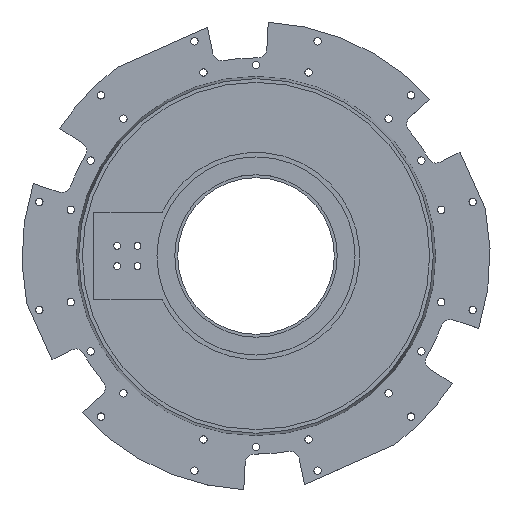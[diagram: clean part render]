
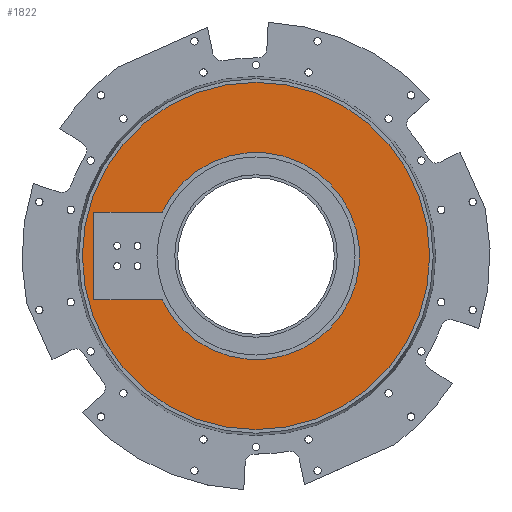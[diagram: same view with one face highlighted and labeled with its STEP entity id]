
A CAD part, top view. The second image highlights one B-rep face of the part: STEP entity #1822.
In plain terms, the highlighted planar face has unit normal (0, 0, 1).
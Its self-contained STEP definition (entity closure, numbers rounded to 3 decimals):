
#31=FACE_BOUND('',#252,.T.);
#105=PLANE('',#1950);
#144=FACE_OUTER_BOUND('',#251,.T.);
#251=EDGE_LOOP('',(#1300));
#252=EDGE_LOOP('',(#1301,#1302,#1303,#1304));
#408=LINE('',#2795,#539);
#413=LINE('',#2809,#544);
#416=LINE('',#2814,#547);
#539=VECTOR('',#2221,10.);
#544=VECTOR('',#2234,10.);
#547=VECTOR('',#2239,10.);
#669=CIRCLE('',#1946,57.5);
#671=CIRCLE('',#1951,97.73);
#805=VERTEX_POINT('',#2793);
#806=VERTEX_POINT('',#2794);
#809=VERTEX_POINT('',#2802);
#811=VERTEX_POINT('',#2808);
#813=VERTEX_POINT('',#2817);
#990=EDGE_CURVE('',#805,#806,#408,.T.);
#994=EDGE_CURVE('',#809,#805,#669,.T.);
#997=EDGE_CURVE('',#811,#809,#413,.T.);
#1000=EDGE_CURVE('',#806,#811,#416,.T.);
#1002=EDGE_CURVE('',#813,#813,#671,.F.);
#1300=ORIENTED_EDGE('',*,*,#1002,.T.);
#1301=ORIENTED_EDGE('',*,*,#994,.T.);
#1302=ORIENTED_EDGE('',*,*,#990,.T.);
#1303=ORIENTED_EDGE('',*,*,#1000,.T.);
#1304=ORIENTED_EDGE('',*,*,#997,.T.);
#1822=ADVANCED_FACE('',(#144,#31),#105,.F.);
#1946=AXIS2_PLACEMENT_3D('',#2803,#2227,#2228);
#1950=AXIS2_PLACEMENT_3D('',#2816,#2241,#2242);
#1951=AXIS2_PLACEMENT_3D('',#2818,#2243,#2244);
#2221=DIRECTION('',(-1.,0.,0.));
#2227=DIRECTION('center_axis',(0.,0.,
-1.));
#2228=DIRECTION('ref_axis',(-0.905,-0.424,0.));
#2234=DIRECTION('',(1.,0.,0.));
#2239=DIRECTION('',(0.,1.,0.));
#2241=DIRECTION('center_axis',(0.,0.,
-1.));
#2242=DIRECTION('ref_axis',(-1.,0.,0.));
#2243=DIRECTION('center_axis',(0.,0.,
-1.));
#2244=DIRECTION('ref_axis',(-1.,0.,0.));
#2793=CARTESIAN_POINT('',(-52.064,-24.405,0.658));
#2794=CARTESIAN_POINT('',(-90.,-24.405,0.658));
#2795=CARTESIAN_POINT('',(-45.,-24.405,0.658));
#2802=CARTESIAN_POINT('',(-52.064,24.405,0.658));
#2803=CARTESIAN_POINT('Origin',(0.,0.,0.658));
#2808=CARTESIAN_POINT('',(-90.,24.405,0.658));
#2809=CARTESIAN_POINT('',(-26.032,24.405,0.658));
#2814=CARTESIAN_POINT('',(-90.,12.202,0.658));
#2816=CARTESIAN_POINT('Origin',(0.,0.,0.658));
#2817=CARTESIAN_POINT('',(97.73,0.,0.658));
#2818=CARTESIAN_POINT('Origin',(0.,0.,0.658));
